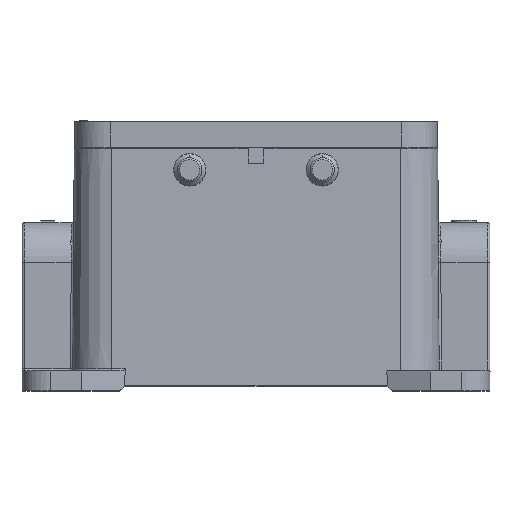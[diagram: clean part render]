
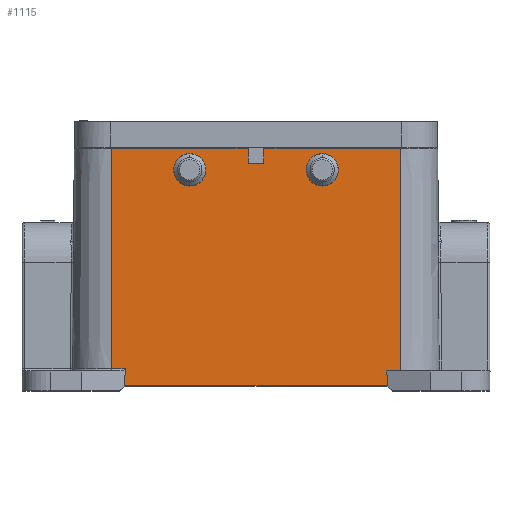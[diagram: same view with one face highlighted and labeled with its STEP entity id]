
A CAD part, top view. The second image highlights one B-rep face of the part: STEP entity #1115.
In plain terms, the highlighted planar face has unit normal (0, 0.009, 1).
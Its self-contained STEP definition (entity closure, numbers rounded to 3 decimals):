
#48=ELLIPSE('',#8435,1.5,1.5);
#49=ELLIPSE('',#8436,1.5,1.5);
#179=B_SPLINE_CURVE_WITH_KNOTS('',3,(#13111,#13112,#13113,#13114),
 .UNSPECIFIED.,.F.,.F.,(4,4),(0.,1.),.UNSPECIFIED.);
#184=B_SPLINE_CURVE_WITH_KNOTS('',3,(#13140,#13141,#13142,#13143),
 .UNSPECIFIED.,.F.,.F.,(4,4),(0.,1.),.UNSPECIFIED.);
#189=B_SPLINE_CURVE_WITH_KNOTS('',3,(#13165,#13166,#13167,#13168),
 .UNSPECIFIED.,.F.,.F.,(4,4),(0.,1.),.UNSPECIFIED.);
#467=PLANE('',#8437);
#572=FACE_BOUND('',#2056,.T.);
#573=FACE_BOUND('',#2057,.T.);
#574=FACE_BOUND('',#2058,.T.);
#1115=ADVANCED_FACE('',(#572,#573,#574),#467,.T.);
#2056=EDGE_LOOP('',(#5141));
#2057=EDGE_LOOP('',(#5142));
#2058=EDGE_LOOP('',(#5143,#5144,#5145,#5146,#5147,#5148,#5149,#5150,#5151,
#5152,#5153,#5154));
#2226=LINE('',#11208,#2816);
#2600=LINE('',#12955,#3190);
#2606=LINE('',#12968,#3196);
#2608=LINE('',#12972,#3198);
#2629=LINE('',#13025,#3219);
#2635=LINE('',#13036,#3225);
#2675=LINE('',#13246,#3265);
#2676=LINE('',#13252,#3266);
#2677=LINE('',#13254,#3267);
#2816=VECTOR('',#9051,1.);
#3190=VECTOR('',#10191,1.);
#3196=VECTOR('',#10199,1.);
#3198=VECTOR('',#10203,1.);
#3219=VECTOR('',#10254,1.);
#3225=VECTOR('',#10266,1.);
#3265=VECTOR('',#10390,1.);
#3266=VECTOR('',#10397,1.);
#3267=VECTOR('',#10398,1.);
#5141=ORIENTED_EDGE('',*,*,#7235,.T.);
#5142=ORIENTED_EDGE('',*,*,#7236,.T.);
#5143=ORIENTED_EDGE('',*,*,#7204,.T.);
#5144=ORIENTED_EDGE('',*,*,#7198,.F.);
#5145=ORIENTED_EDGE('',*,*,#7191,.T.);
#5146=ORIENTED_EDGE('',*,*,#7237,.F.);
#5147=ORIENTED_EDGE('',*,*,#7238,.T.);
#5148=ORIENTED_EDGE('',*,*,#7159,.T.);
#5149=ORIENTED_EDGE('',*,*,#7126,.T.);
#5150=ORIENTED_EDGE('',*,*,#7124,.F.);
#5151=ORIENTED_EDGE('',*,*,#7118,.T.);
#5152=ORIENTED_EDGE('',*,*,#7153,.T.);
#5153=ORIENTED_EDGE('',*,*,#6483,.T.);
#5154=ORIENTED_EDGE('',*,*,#7234,.T.);
#5699=VERTEX_POINT('',#11189);
#5703=VERTEX_POINT('',#11209);
#6117=VERTEX_POINT('',#12956);
#6118=VERTEX_POINT('',#12957);
#6122=VERTEX_POINT('',#12966);
#6124=VERTEX_POINT('',#12973);
#6143=VERTEX_POINT('',#13037);
#6167=VERTEX_POINT('',#13110);
#6168=VERTEX_POINT('',#13115);
#6173=VERTEX_POINT('',#13144);
#6176=VERTEX_POINT('',#13169);
#6191=VERTEX_POINT('',#13249);
#6192=VERTEX_POINT('',#13251);
#6193=VERTEX_POINT('',#13253);
#6483=EDGE_CURVE('',#5703,#5699,#2226,.T.);
#7118=EDGE_CURVE('',#6117,#6118,#2600,.T.);
#7124=EDGE_CURVE('',#6117,#6122,#2606,.T.);
#7126=EDGE_CURVE('',#6124,#6122,#2608,.T.);
#7153=EDGE_CURVE('',#6118,#5703,#2629,.T.);
#7159=EDGE_CURVE('',#6143,#6124,#2635,.T.);
#7191=EDGE_CURVE('',#6168,#6167,#179,.T.);
#7198=EDGE_CURVE('',#6168,#6173,#184,.T.);
#7204=EDGE_CURVE('',#6176,#6173,#189,.T.);
#7234=EDGE_CURVE('',#5699,#6176,#2675,.T.);
#7235=EDGE_CURVE('',#6191,#6191,#48,.T.);
#7236=EDGE_CURVE('',#6192,#6192,#49,.T.);
#7237=EDGE_CURVE('',#6193,#6167,#2676,.T.);
#7238=EDGE_CURVE('',#6193,#6143,#2677,.T.);
#8435=AXIS2_PLACEMENT_3D('',#13248,#10393,#10394);
#8436=AXIS2_PLACEMENT_3D('',#13250,#10395,#10396);
#8437=AXIS2_PLACEMENT_3D('',#13255,#10399,#10400);
#9051=DIRECTION('',(0.,-1.,0.009));
#10191=DIRECTION('',(0.,1.,-0.009));
#10199=DIRECTION('',(1.,0.,0.));
#10203=DIRECTION('',(0.,-1.,0.009));
#10254=DIRECTION('',(-1.,0.,0.));
#10266=DIRECTION('',(-1.,0.,0.));
#10390=DIRECTION('',(1.,0.,0.));
#10393=DIRECTION('',(0.,-0.009,-1.));
#10394=DIRECTION('',(0.,1.,-0.009));
#10395=DIRECTION('',(0.,-0.009,-1.));
#10396=DIRECTION('',(0.,1.,-0.009));
#10397=DIRECTION('',(-1.,0.,0.));
#10398=DIRECTION('',(0.,1.,-0.009));
#10399=DIRECTION('',(0.,0.009,1.));
#10400=DIRECTION('',(-1.,0.,0.));
#11189=CARTESIAN_POINT('',(-2.93,54.283,62.528));
#11208=CARTESIAN_POINT('',(-2.93,98.487,62.143));
#11209=CARTESIAN_POINT('',(-2.93,98.487,62.143));
#12955=CARTESIAN_POINT('',(24.47,95.487,62.169));
#12956=CARTESIAN_POINT('',(24.47,95.487,62.169));
#12957=CARTESIAN_POINT('',(24.47,98.487,62.143));
#12966=CARTESIAN_POINT('',(27.67,95.487,62.169));
#12968=CARTESIAN_POINT('',(24.47,95.487,62.169));
#12972=CARTESIAN_POINT('',(27.67,98.487,62.143));
#12973=CARTESIAN_POINT('',(27.67,98.487,62.143));
#13025=CARTESIAN_POINT('',(24.47,98.487,62.143));
#13036=CARTESIAN_POINT('',(55.07,98.487,62.143));
#13037=CARTESIAN_POINT('',(55.07,98.487,62.143));
#13110=CARTESIAN_POINT('',(52.366,53.787,62.533));
#13111=CARTESIAN_POINT('',(52.422,50.787,62.559));
#13112=CARTESIAN_POINT('',(52.404,51.787,62.55));
#13113=CARTESIAN_POINT('',(52.385,52.787,62.541));
#13114=CARTESIAN_POINT('',(52.366,53.787,62.533));
#13115=CARTESIAN_POINT('',(52.422,50.787,62.56));
#13140=CARTESIAN_POINT('',(52.422,50.787,62.56));
#13141=CARTESIAN_POINT('',(34.854,50.787,62.56));
#13142=CARTESIAN_POINT('',(17.286,50.787,62.559));
#13143=CARTESIAN_POINT('',(-0.282,50.787,62.559));
#13144=CARTESIAN_POINT('',(-0.282,50.787,62.559));
#13165=CARTESIAN_POINT('',(-0.218,54.283,62.528));
#13166=CARTESIAN_POINT('',(-0.239,53.117,62.539));
#13167=CARTESIAN_POINT('',(-0.261,51.952,62.549));
#13168=CARTESIAN_POINT('',(-0.282,50.787,62.559));
#13169=CARTESIAN_POINT('',(-0.218,54.283,62.528));
#13246=CARTESIAN_POINT('',(-2.93,54.283,62.528));
#13248=CARTESIAN_POINT('',(39.37,94.187,62.18));
#13249=CARTESIAN_POINT('',(39.37,95.687,62.167));
#13250=CARTESIAN_POINT('',(12.77,94.187,62.18));
#13251=CARTESIAN_POINT('',(12.77,95.687,62.167));
#13252=CARTESIAN_POINT('',(55.07,53.787,62.533));
#13253=CARTESIAN_POINT('',(55.07,53.787,62.533));
#13254=CARTESIAN_POINT('',(55.07,53.787,62.533));
#13255=CARTESIAN_POINT('',(-5.103,98.487,62.143));
